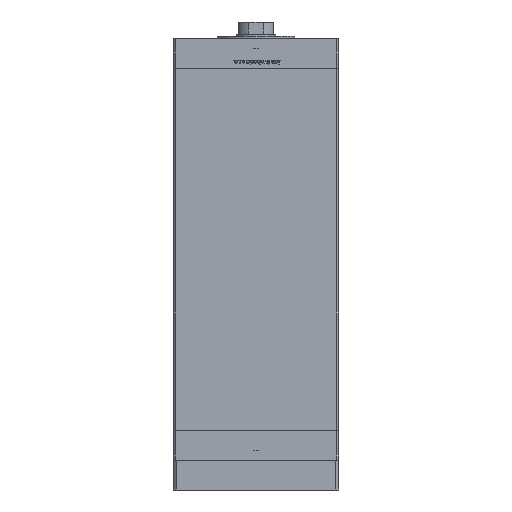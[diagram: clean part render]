
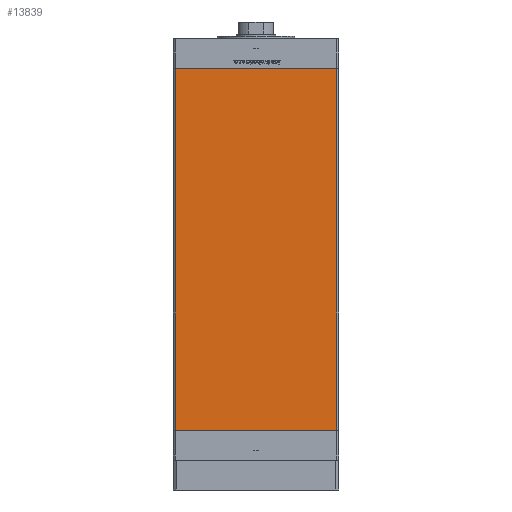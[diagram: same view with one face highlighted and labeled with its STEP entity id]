
A CAD part, front view. The second image highlights one B-rep face of the part: STEP entity #13839.
In plain terms, the highlighted planar face has unit normal (0, -1, 0).
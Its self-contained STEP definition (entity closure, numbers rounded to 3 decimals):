
#3262 = VERTEX_POINT ( 'NONE', #24325 ) ;
#6576 = DIRECTION ( 'NONE',  ( 0., 0., -1. ) ) ;
#7685 = EDGE_LOOP ( 'NONE', ( #30979, #34176, #44460, #56227 ) ) ;
#8227 = LINE ( 'NONE', #25413, #21149 ) ;
#10898 = FACE_OUTER_BOUND ( 'NONE', #7685, .T. ) ;
#11155 = CARTESIAN_POINT ( 'NONE',  ( -73., -62.5, 327. ) ) ;
#11846 = VERTEX_POINT ( 'NONE', #18356 ) ;
#13839 = ADVANCED_FACE ( 'NONE', ( #10898 ), #28101, .F. ) ;
#18189 = CARTESIAN_POINT ( 'NONE',  ( -73., -62.5, 0. ) ) ;
#18356 = CARTESIAN_POINT ( 'NONE',  ( 73., -62.5, 0. ) ) ;
#19461 = CARTESIAN_POINT ( 'NONE',  ( -73., -62.5, 327. ) ) ;
#20349 = VECTOR ( 'NONE', #28338, 1000. ) ;
#20733 = VECTOR ( 'NONE', #30612, 1000. ) ;
#21149 = VECTOR ( 'NONE', #42894, 1000. ) ;
#21350 = EDGE_CURVE ( 'NONE', #3262, #42925, #55815, .T. ) ;
#24129 = EDGE_CURVE ( 'NONE', #50090, #11846, #8227, .T. ) ;
#24325 = CARTESIAN_POINT ( 'NONE',  ( -73., -62.5, 327. ) ) ;
#25413 = CARTESIAN_POINT ( 'NONE',  ( 73., -62.5, 327. ) ) ;
#25937 = EDGE_CURVE ( 'NONE', #3262, #50090, #54115, .T. ) ;
#25977 = CARTESIAN_POINT ( 'NONE',  ( 73., -62.5, 327. ) ) ;
#28101 = PLANE ( 'NONE',  #37647 ) ;
#28338 = DIRECTION ( 'NONE',  ( 1., 0., 0. ) ) ;
#30612 = DIRECTION ( 'NONE',  ( 1., 0., 0. ) ) ;
#30979 = ORIENTED_EDGE ( 'NONE', *, *, #36758, .T. ) ;
#34176 = ORIENTED_EDGE ( 'NONE', *, *, #24129, .F. ) ;
#36758 = EDGE_CURVE ( 'NONE', #42925, #11846, #42947, .T. ) ;
#37647 = AXIS2_PLACEMENT_3D ( 'NONE', #50718, #42133, #45568 ) ;
#39212 = CARTESIAN_POINT ( 'NONE',  ( -73., -62.5, 0. ) ) ;
#42133 = DIRECTION ( 'NONE',  ( 0., 1., 0. ) ) ;
#42894 = DIRECTION ( 'NONE',  ( 0., 0., -1. ) ) ;
#42925 = VERTEX_POINT ( 'NONE', #18189 ) ;
#42947 = LINE ( 'NONE', #39212, #20733 ) ;
#44460 = ORIENTED_EDGE ( 'NONE', *, *, #25937, .F. ) ;
#45568 = DIRECTION ( 'NONE',  ( 0., 0., 1. ) ) ;
#50090 = VERTEX_POINT ( 'NONE', #25977 ) ;
#50718 = CARTESIAN_POINT ( 'NONE',  ( -73., -62.5, 327. ) ) ;
#54115 = LINE ( 'NONE', #19461, #20349 ) ;
#55069 = VECTOR ( 'NONE', #6576, 1000. ) ;
#55815 = LINE ( 'NONE', #11155, #55069 ) ;
#56227 = ORIENTED_EDGE ( 'NONE', *, *, #21350, .T. ) ;
